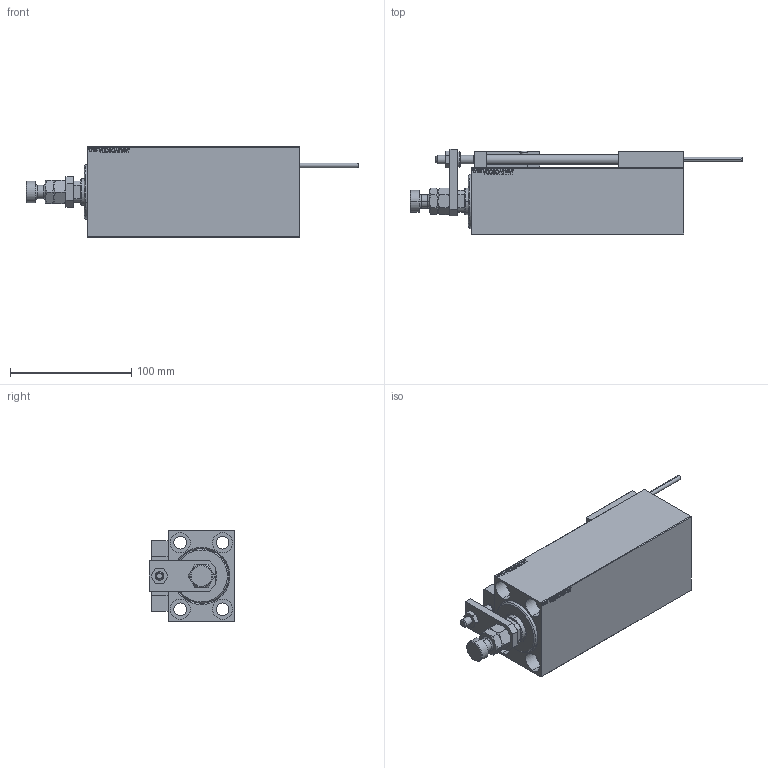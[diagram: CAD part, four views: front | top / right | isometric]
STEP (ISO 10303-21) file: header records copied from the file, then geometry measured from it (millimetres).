
FILE_DESCRIPTION (( 'STEP AP203' ), '1' );
FILE_NAME ('26a2.STEP', '2024-02-12T10:03:54', ( '' ), ( '' ), 'SwSTEP 2.0', 'SolidWorks 2019', '' );
FILE_SCHEMA (( 'CONFIG_CONTROL_DESIGN' ));
Length unit declared in the file: millimetre
Products named in the file (16): SWITCH X 55ad986ac2e704cc507b6a296f250329; 26a2; SWITCH DIM B,W 55ad986ac2e704cc507b6a296f250329; ALLEN BOLT D8 55ad986ac2e704cc507b6a296f250329; V450CM_C_VCP 55ad986ac2e704cc507b6a296f250329; ALLEN BOLT D5 55ad986ac2e704cc507b6a296f250329; SWITCH_X_FRONT_BACK 55ad986ac2e704cc507b6a296f250329; V450CM_C_Body 55ad986ac2e704cc507b6a296f250329; V450CM_VC_B 55ad986ac2e704cc507b6a296f250329; X_Y_MFA 55ad986ac2e704cc507b6a296f250329; Block 55ad986ac2e704cc507b6a296f250329; ZARAZKA 55ad986ac2e704cc507b6a296f250329; KONCOVKA 55ad986ac2e704cc507b6a296f250329; TYC_L79 55ad986ac2e704cc507b6a296f250329; NUT_D12 55ad986ac2e704cc507b6a296f250329; MAGNET 55ad986ac2e704cc507b6a296f250329
Assembly tree (25 placements, depth 3):
  26a2
    V450CM_C_Body 55ad986ac2e704cc507b6a296f250329
    SWITCH X 55ad986ac2e704cc507b6a296f250329
      SWITCH_X_FRONT_BACK 55ad986ac2e704cc507b6a296f250329  x2
      TYC_L79 55ad986ac2e704cc507b6a296f250329
      Block 55ad986ac2e704cc507b6a296f250329  x2
      ALLEN BOLT D5 55ad986ac2e704cc507b6a296f250329  x4
      ALLEN BOLT D8 55ad986ac2e704cc507b6a296f250329  x4
      MAGNET 55ad986ac2e704cc507b6a296f250329  x2
      KONCOVKA 55ad986ac2e704cc507b6a296f250329  x2
    NUT_D12 55ad986ac2e704cc507b6a296f250329
    SWITCH DIM B,W 55ad986ac2e704cc507b6a296f250329
    ZARAZKA 55ad986ac2e704cc507b6a296f250329
    V450CM_C_VCP 55ad986ac2e704cc507b6a296f250329
    V450CM_VC_B 55ad986ac2e704cc507b6a296f250329
    X_Y_MFA 55ad986ac2e704cc507b6a296f250329
Bounding box: 274 x 70.5 x 75 mm (x, y, z)
Volume: 664007.6 mm3; surface area: 145117.8 mm2
Topology: 24 solids, 24 shells, 1324 faces, 3150 edges, 2005 vertices
Faces by surface type: plane 574, bspline 380, cylinder 184, cone 134, torus 48, sphere 4
Entity records: 51536 total; most frequent: CARTESIAN_POINT 26397, ORIENTED_EDGE 5320, DIRECTION 3608, EDGE_CURVE 2660, VERTEX_POINT 1729, VECTOR 1496, LINE 1496, EDGE_LOOP 1233
